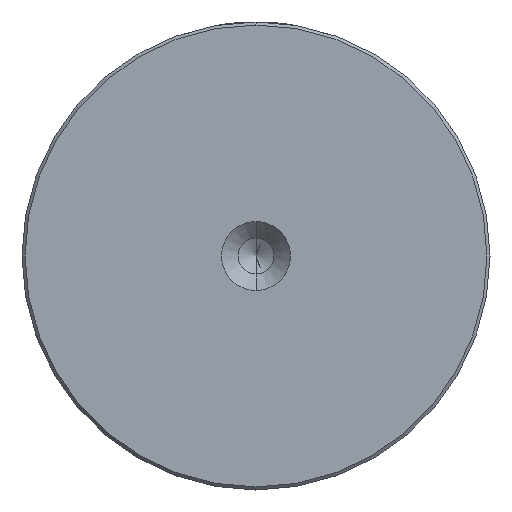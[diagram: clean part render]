
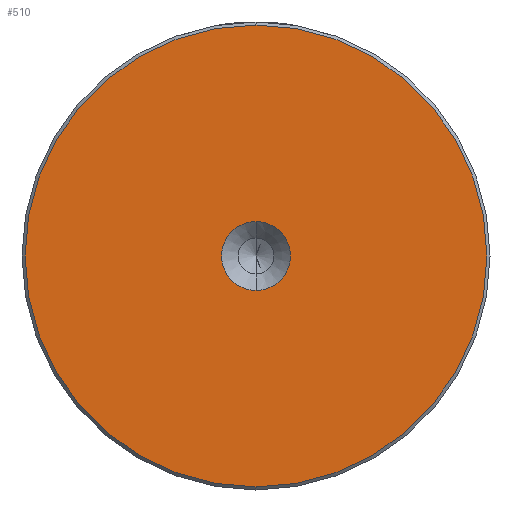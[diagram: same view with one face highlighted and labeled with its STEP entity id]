
A CAD part, left-side view. The second image highlights one B-rep face of the part: STEP entity #510.
In plain terms, the highlighted planar face has unit normal (-1, 0, 0).
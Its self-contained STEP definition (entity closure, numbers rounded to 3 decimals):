
#36 = AXIS2_PLACEMENT_3D ( 'NONE', #285, #1635, #489 ) ;
#114 = CARTESIAN_POINT ( 'NONE',  ( 0., 0., 0. ) ) ;
#285 = CARTESIAN_POINT ( 'NONE',  ( 0., 0., 0. ) ) ;
#295 = VERTEX_POINT ( 'NONE', #1112 ) ;
#296 = EDGE_CURVE ( 'NONE', #354, #417, #515, .T. ) ;
#320 = CARTESIAN_POINT ( 'NONE',  ( 0., 0., 5.6 ) ) ;
#327 = PLANE ( 'NONE',  #2450 ) ;
#354 = VERTEX_POINT ( 'NONE', #320 ) ;
#408 = CARTESIAN_POINT ( 'NONE',  ( 0., 0., 0. ) ) ;
#417 = VERTEX_POINT ( 'NONE', #1083 ) ;
#483 = VERTEX_POINT ( 'NONE', #1465 ) ;
#489 = DIRECTION ( 'NONE',  ( 0., 0., 1. ) ) ;
#510 = ADVANCED_FACE ( 'NONE', ( #2200, #1624 ), #327, .T. ) ;
#515 = CIRCLE ( 'NONE', #2367, 5.6 ) ;
#579 = AXIS2_PLACEMENT_3D ( 'NONE', #1866, #705, #2064 ) ;
#598 = DIRECTION ( 'NONE',  ( 0., 0., 1. ) ) ;
#658 = DIRECTION ( 'NONE',  ( 0., 0., 1. ) ) ;
#666 = DIRECTION ( 'NONE',  ( -1., 0., 0. ) ) ;
#677 = CARTESIAN_POINT ( 'NONE',  ( 0., 0., 0. ) ) ;
#705 = DIRECTION ( 'NONE',  ( -1., 0., 0. ) ) ;
#802 = ORIENTED_EDGE ( 'NONE', *, *, #296, .F. ) ;
#923 = CIRCLE ( 'NONE', #1964, 37.5 ) ;
#1083 = CARTESIAN_POINT ( 'NONE',  ( 0., 0., -5.6 ) ) ;
#1112 = CARTESIAN_POINT ( 'NONE',  ( 0., 0., -37.5 ) ) ;
#1326 = CIRCLE ( 'NONE', #579, 5.6 ) ;
#1465 = CARTESIAN_POINT ( 'NONE',  ( 0., 0., 37.5 ) ) ;
#1511 = CIRCLE ( 'NONE', #36, 37.5 ) ;
#1573 = EDGE_CURVE ( 'NONE', #483, #295, #1511, .T. ) ;
#1624 = FACE_BOUND ( 'NONE', #2513, .T. ) ;
#1635 = DIRECTION ( 'NONE',  ( -1., 0., 0. ) ) ;
#1649 = EDGE_CURVE ( 'NONE', #417, #354, #1326, .T. ) ;
#1662 = ORIENTED_EDGE ( 'NONE', *, *, #2403, .T. ) ;
#1749 = DIRECTION ( 'NONE',  ( -1., 0., 0. ) ) ;
#1806 = ORIENTED_EDGE ( 'NONE', *, *, #1573, .T. ) ;
#1866 = CARTESIAN_POINT ( 'NONE',  ( 0., 0., 0. ) ) ;
#1964 = AXIS2_PLACEMENT_3D ( 'NONE', #408, #1749, #598 ) ;
#2000 = DIRECTION ( 'NONE',  ( 0., 0., 1. ) ) ;
#2064 = DIRECTION ( 'NONE',  ( 0., 0., 1. ) ) ;
#2126 = EDGE_LOOP ( 'NONE', ( #1662, #1806 ) ) ;
#2164 = ORIENTED_EDGE ( 'NONE', *, *, #1649, .F. ) ;
#2190 = DIRECTION ( 'NONE',  ( -1., 0., 0. ) ) ;
#2200 = FACE_OUTER_BOUND ( 'NONE', #2126, .T. ) ;
#2367 = AXIS2_PLACEMENT_3D ( 'NONE', #677, #666, #658 ) ;
#2403 = EDGE_CURVE ( 'NONE', #295, #483, #923, .T. ) ;
#2450 = AXIS2_PLACEMENT_3D ( 'NONE', #114, #2190, #2000 ) ;
#2513 = EDGE_LOOP ( 'NONE', ( #802, #2164 ) ) ;
